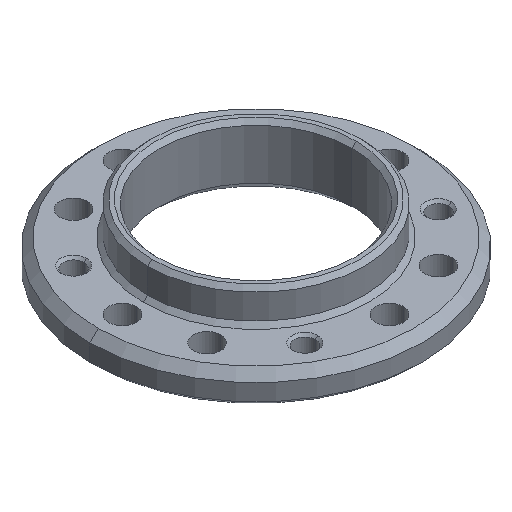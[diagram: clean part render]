
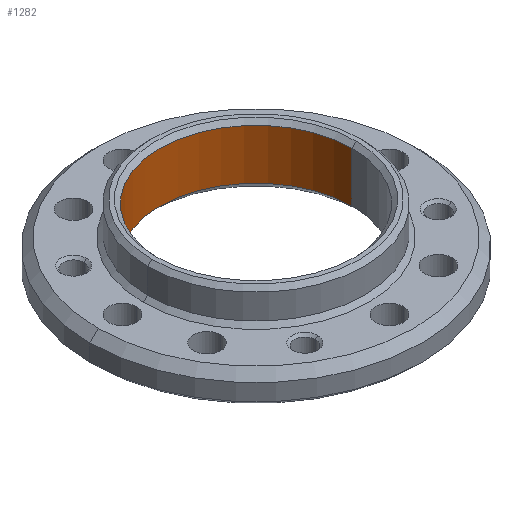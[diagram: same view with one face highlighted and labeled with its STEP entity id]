
A CAD part, isometric view. The second image highlights one B-rep face of the part: STEP entity #1282.
In plain terms, the highlighted cylindrical face has radius 23 mm (diameter 46 mm), a partial arc.
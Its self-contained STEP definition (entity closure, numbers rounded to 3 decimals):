
#67 = DIRECTION ( 'NONE',  ( 0., 0., 1. ) ) ;
#68 = CARTESIAN_POINT ( 'NONE',  ( 0., 0., 28.036 ) ) ;
#69 = DIRECTION ( 'NONE',  ( 1., 0., 0. ) ) ;
#82 = CYLINDRICAL_SURFACE ( 'NONE', #85, 23. ) ;
#85 = AXIS2_PLACEMENT_3D ( 'NONE', #68, #67, #69 ) ;
#795 = DIRECTION ( 'NONE',  ( 0., 0., 1. ) ) ;
#810 = VECTOR ( 'NONE', #795, 1000. ) ;
#811 = CARTESIAN_POINT ( 'NONE',  ( -23., 0., 28.036 ) ) ;
#818 = LINE ( 'NONE', #811, #810 ) ;
#1025 = CARTESIAN_POINT ( 'NONE',  ( -23., 0., 2. ) ) ;
#1059 = CARTESIAN_POINT ( 'NONE',  ( 23., 0., 14. ) ) ;
#1124 = CARTESIAN_POINT ( 'NONE',  ( 23., 0., 2. ) ) ;
#1137 = DIRECTION ( 'NONE',  ( 0., 0., 1. ) ) ;
#1138 = VECTOR ( 'NONE', #1137, 1000. ) ;
#1139 = CARTESIAN_POINT ( 'NONE',  ( 23., 0., 28.036 ) ) ;
#1140 = LINE ( 'NONE', #1139, #1138 ) ;
#1190 = AXIS2_PLACEMENT_3D ( 'NONE', #1228, #1225, #1224 ) ;
#1191 = CIRCLE ( 'NONE', #1190, 23. ) ;
#1211 = FACE_OUTER_BOUND ( 'NONE', #1288, .T. ) ;
#1212 = DIRECTION ( 'NONE',  ( 1., 0., 0. ) ) ;
#1213 = DIRECTION ( 'NONE',  ( 0., 0., 1. ) ) ;
#1214 = AXIS2_PLACEMENT_3D ( 'NONE', #1218, #1213, #1212 ) ;
#1218 = CARTESIAN_POINT ( 'NONE',  ( 0., 0., 14. ) ) ;
#1219 = CIRCLE ( 'NONE', #1214, 23. ) ;
#1224 = DIRECTION ( 'NONE',  ( 1., 0., 0. ) ) ;
#1225 = DIRECTION ( 'NONE',  ( 0., 0., 1. ) ) ;
#1228 = CARTESIAN_POINT ( 'NONE',  ( 0., 0., 2. ) ) ;
#1275 = EDGE_CURVE ( 'NONE', #1896, #1818, #1191, .T. ) ;
#1278 = EDGE_CURVE ( 'NONE', #1859, #1923, #1219, .T. ) ;
#1279 = ORIENTED_EDGE ( 'NONE', *, *, #1278, .T. ) ;
#1280 = ORIENTED_EDGE ( 'NONE', *, *, #1275, .F. ) ;
#1281 = ORIENTED_EDGE ( 'NONE', *, *, #1726, .F. ) ;
#1282 = ADVANCED_FACE ( 'NONE', ( #1211 ), #82, .F. ) ;
#1283 = ORIENTED_EDGE ( 'NONE', *, *, #1908, .T. ) ;
#1288 = EDGE_LOOP ( 'NONE', ( #1281, #1280, #1283, #1279 ) ) ;
#1726 = EDGE_CURVE ( 'NONE', #1818, #1923, #818, .T. ) ;
#1818 = VERTEX_POINT ( 'NONE', #1025 ) ;
#1859 = VERTEX_POINT ( 'NONE', #1059 ) ;
#1896 = VERTEX_POINT ( 'NONE', #1124 ) ;
#1908 = EDGE_CURVE ( 'NONE', #1896, #1859, #1140, .T. ) ;
#1923 = VERTEX_POINT ( 'NONE', #2025 ) ;
#2025 = CARTESIAN_POINT ( 'NONE',  ( -23., 0., 14. ) ) ;
